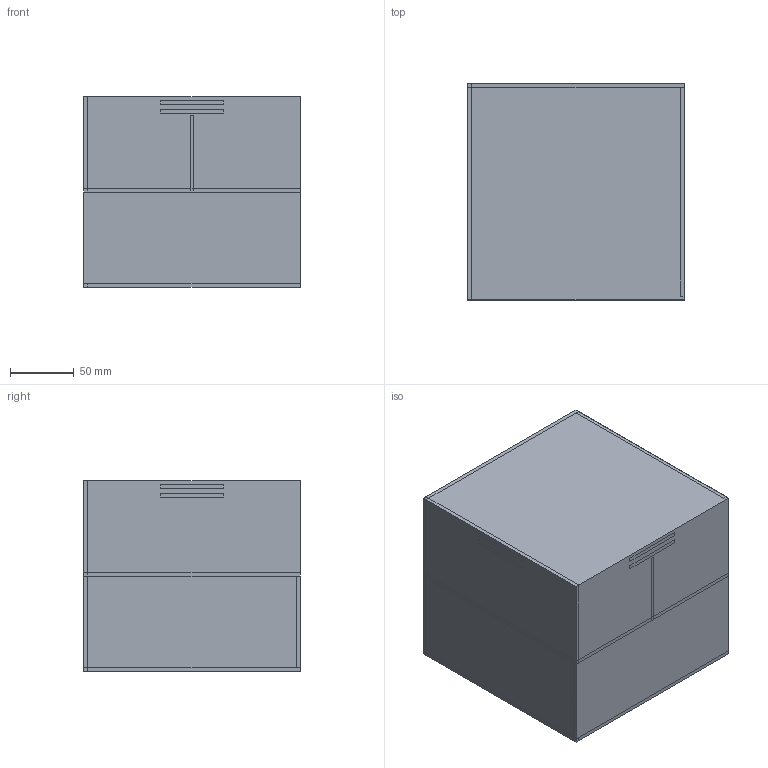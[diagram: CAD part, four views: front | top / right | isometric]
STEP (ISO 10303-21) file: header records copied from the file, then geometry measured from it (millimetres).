
FILE_DESCRIPTION(('HOOPS Exchange Step'),'2;1');
FILE_NAME('big box v2.stp','2025-12-17T09:33:30-05:00',('jdm'),('Unknown organisation'),'HOOPS Exchange 2025.8','HOOPS Exchange','Unknown authorisation');
FILE_SCHEMA( ('AP203_CONFIGURATION_CONTROLLED_3D_DESIGN_OF_MECHANICAL_PARTS_AND_ASSEMBLIES_MIM_LF') );
Length unit declared in the file: millimetre
Products named in the file (1): root
Bounding box: 170 x 170 x 150 mm (x, y, z)
Surface area: 534588.4 mm2
Topology: 12 solids, 12 shells, 160 faces, 408 edges, 272 vertices
Faces by surface type: plane 160
Entity records: 4764 total; most frequent: CARTESIAN_POINT 841, ORIENTED_EDGE 816, DIRECTION 730, VECTOR 408, LINE 408, EDGE_CURVE 408, VERTEX_POINT 272, EDGE_LOOP 166
